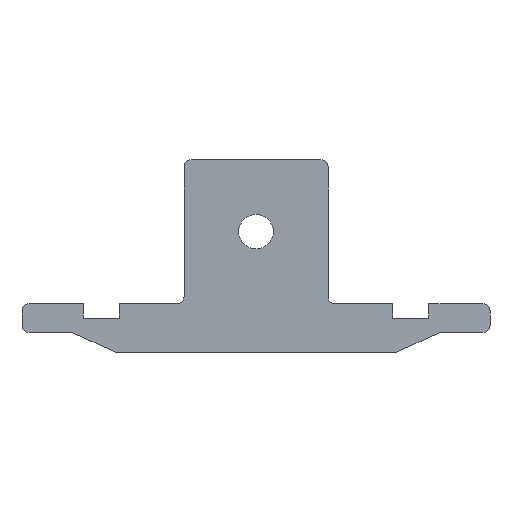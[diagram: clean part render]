
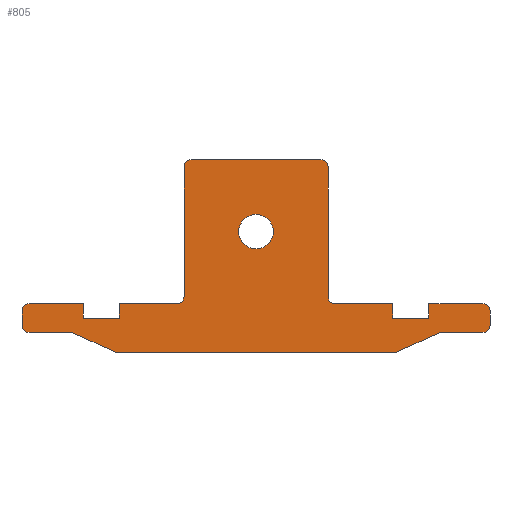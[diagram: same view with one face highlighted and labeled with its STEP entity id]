
A CAD part, front view. The second image highlights one B-rep face of the part: STEP entity #805.
In plain terms, the highlighted planar face has unit normal (0, -1, 0).
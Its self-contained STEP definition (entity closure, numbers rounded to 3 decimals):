
#17=FACE_BOUND('',#139,.T.);
#19=CIRCLE('',#827,1.);
#24=CIRCLE('',#835,1.);
#25=CIRCLE('',#838,1.);
#26=CIRCLE('',#841,1.);
#27=CIRCLE('',#844,1.);
#30=CIRCLE('',#849,1.);
#37=CIRCLE('',#859,1.);
#38=CIRCLE('',#861,1.);
#39=CIRCLE('',#864,1.);
#40=CIRCLE('',#866,1.);
#41=CIRCLE('',#869,1.);
#42=CIRCLE('',#872,1.);
#43=CIRCLE('',#875,2.4);
#96=FACE_OUTER_BOUND('',#138,.T.);
#138=EDGE_LOOP('',(#706,#707,#708,#709,#710,#711,#712,#713,#714,#715,#716,
#717,#718,#719,#720,#721,#722,#723,#724,#725,#726,#727,#728,#729,#730,#731,
#732,#733,#734,#735,#736,#737));
#139=EDGE_LOOP('',(#738));
#153=LINE('',#1139,#242);
#157=LINE('',#1146,#246);
#162=LINE('',#1161,#251);
#169=LINE('',#1183,#258);
#174=LINE('',#1195,#263);
#176=LINE('',#1201,#265);
#179=LINE('',#1213,#268);
#197=LINE('',#1264,#286);
#202=LINE('',#1278,#291);
#208=LINE('',#1293,#297);
#211=LINE('',#1301,#300);
#214=LINE('',#1309,#303);
#216=LINE('',#1316,#305);
#218=LINE('',#1320,#307);
#220=LINE('',#1324,#309);
#222=LINE('',#1327,#311);
#223=LINE('',#1329,#312);
#224=LINE('',#1331,#313);
#225=LINE('',#1334,#314);
#227=LINE('',#1337,#316);
#242=VECTOR('',#909,10.);
#246=VECTOR('',#915,10.);
#251=VECTOR('',#928,10.);
#258=VECTOR('',#951,10.);
#263=VECTOR('',#962,10.);
#265=VECTOR('',#970,10.);
#268=VECTOR('',#981,10.);
#286=VECTOR('',#1021,10.);
#291=VECTOR('',#1036,10.);
#297=VECTOR('',#1052,10.);
#300=VECTOR('',#1061,10.);
#303=VECTOR('',#1070,10.);
#305=VECTOR('',#1078,10.);
#307=VECTOR('',#1082,10.);
#309=VECTOR('',#1086,10.);
#311=VECTOR('',#1090,10.);
#312=VECTOR('',#1093,10.);
#313=VECTOR('',#1096,10.);
#314=VECTOR('',#1099,10.);
#316=VECTOR('',#1103,10.);
#328=VERTEX_POINT('',#1136);
#329=VERTEX_POINT('',#1138);
#331=VERTEX_POINT('',#1144);
#334=VERTEX_POINT('',#1151);
#335=VERTEX_POINT('',#1153);
#337=VERTEX_POINT('',#1159);
#343=VERTEX_POINT('',#1177);
#344=VERTEX_POINT('',#1181);
#345=VERTEX_POINT('',#1185);
#348=VERTEX_POINT('',#1193);
#349=VERTEX_POINT('',#1197);
#350=VERTEX_POINT('',#1203);
#351=VERTEX_POINT('',#1204);
#354=VERTEX_POINT('',#1212);
#357=VERTEX_POINT('',#1220);
#376=VERTEX_POINT('',#1263);
#377=VERTEX_POINT('',#1267);
#378=VERTEX_POINT('',#1271);
#379=VERTEX_POINT('',#1272);
#380=VERTEX_POINT('',#1277);
#381=VERTEX_POINT('',#1281);
#382=VERTEX_POINT('',#1285);
#383=VERTEX_POINT('',#1287);
#384=VERTEX_POINT('',#1291);
#385=VERTEX_POINT('',#1295);
#386=VERTEX_POINT('',#1299);
#387=VERTEX_POINT('',#1303);
#388=VERTEX_POINT('',#1305);
#389=VERTEX_POINT('',#1311);
#390=VERTEX_POINT('',#1315);
#391=VERTEX_POINT('',#1319);
#392=VERTEX_POINT('',#1323);
#393=VERTEX_POINT('',#1333);
#407=EDGE_CURVE('',#328,#329,#153,.T.);
#411=EDGE_CURVE('',#328,#331,#157,.T.);
#414=EDGE_CURVE('',#334,#335,#19,.T.);
#418=EDGE_CURVE('',#337,#334,#162,.T.);
#428=EDGE_CURVE('',#343,#337,#24,.T.);
#430=EDGE_CURVE('',#344,#343,#169,.T.);
#432=EDGE_CURVE('',#345,#344,#25,.T.);
#436=EDGE_CURVE('',#345,#348,#174,.T.);
#438=EDGE_CURVE('',#349,#331,#26,.T.);
#439=EDGE_CURVE('',#335,#349,#176,.T.);
#440=EDGE_CURVE('',#350,#351,#27,.T.);
#444=EDGE_CURVE('',#351,#354,#179,.T.);
#448=EDGE_CURVE('',#354,#357,#30,.T.);
#470=EDGE_CURVE('',#357,#376,#197,.T.);
#472=EDGE_CURVE('',#376,#377,#37,.T.);
#474=EDGE_CURVE('',#378,#379,#38,.T.);
#477=EDGE_CURVE('',#380,#379,#202,.T.);
#479=EDGE_CURVE('',#380,#381,#39,.T.);
#482=EDGE_CURVE('',#382,#383,#40,.T.);
#485=EDGE_CURVE('',#382,#384,#208,.T.);
#487=EDGE_CURVE('',#385,#384,#41,.T.);
#489=EDGE_CURVE('',#385,#386,#211,.T.);
#491=EDGE_CURVE('',#387,#388,#42,.T.);
#493=EDGE_CURVE('',#387,#381,#214,.T.);
#495=EDGE_CURVE('',#389,#389,#43,.T.);
#496=EDGE_CURVE('',#348,#390,#216,.T.);
#498=EDGE_CURVE('',#390,#391,#218,.T.);
#500=EDGE_CURVE('',#391,#392,#220,.T.);
#502=EDGE_CURVE('',#392,#388,#222,.T.);
#503=EDGE_CURVE('',#377,#378,#223,.T.);
#504=EDGE_CURVE('',#350,#383,#224,.T.);
#505=EDGE_CURVE('',#393,#386,#225,.T.);
#507=EDGE_CURVE('',#329,#393,#227,.T.);
#706=ORIENTED_EDGE('',*,*,#414,.F.);
#707=ORIENTED_EDGE('',*,*,#418,.F.);
#708=ORIENTED_EDGE('',*,*,#428,.F.);
#709=ORIENTED_EDGE('',*,*,#430,.F.);
#710=ORIENTED_EDGE('',*,*,#432,.F.);
#711=ORIENTED_EDGE('',*,*,#436,.T.);
#712=ORIENTED_EDGE('',*,*,#496,.T.);
#713=ORIENTED_EDGE('',*,*,#498,.T.);
#714=ORIENTED_EDGE('',*,*,#500,.T.);
#715=ORIENTED_EDGE('',*,*,#502,.T.);
#716=ORIENTED_EDGE('',*,*,#491,.F.);
#717=ORIENTED_EDGE('',*,*,#493,.T.);
#718=ORIENTED_EDGE('',*,*,#479,.F.);
#719=ORIENTED_EDGE('',*,*,#477,.T.);
#720=ORIENTED_EDGE('',*,*,#474,.F.);
#721=ORIENTED_EDGE('',*,*,#503,.F.);
#722=ORIENTED_EDGE('',*,*,#472,.F.);
#723=ORIENTED_EDGE('',*,*,#470,.F.);
#724=ORIENTED_EDGE('',*,*,#448,.F.);
#725=ORIENTED_EDGE('',*,*,#444,.F.);
#726=ORIENTED_EDGE('',*,*,#440,.F.);
#727=ORIENTED_EDGE('',*,*,#504,.T.);
#728=ORIENTED_EDGE('',*,*,#482,.F.);
#729=ORIENTED_EDGE('',*,*,#485,.T.);
#730=ORIENTED_EDGE('',*,*,#487,.F.);
#731=ORIENTED_EDGE('',*,*,#489,.T.);
#732=ORIENTED_EDGE('',*,*,#505,.F.);
#733=ORIENTED_EDGE('',*,*,#507,.F.);
#734=ORIENTED_EDGE('',*,*,#407,.F.);
#735=ORIENTED_EDGE('',*,*,#411,.T.);
#736=ORIENTED_EDGE('',*,*,#438,.F.);
#737=ORIENTED_EDGE('',*,*,#439,.F.);
#738=ORIENTED_EDGE('',*,*,#495,.F.);
#765=PLANE('',#885);
#805=ADVANCED_FACE('',(#96,#17),#765,.F.);
#827=AXIS2_PLACEMENT_3D('',#1154,#921,#922);
#835=AXIS2_PLACEMENT_3D('',#1179,#946,#947);
#838=AXIS2_PLACEMENT_3D('',#1187,#955,#956);
#841=AXIS2_PLACEMENT_3D('',#1199,#966,#967);
#844=AXIS2_PLACEMENT_3D('',#1205,#973,#974);
#849=AXIS2_PLACEMENT_3D('',#1221,#988,#989);
#859=AXIS2_PLACEMENT_3D('',#1268,#1025,#1026);
#861=AXIS2_PLACEMENT_3D('',#1273,#1030,#1031);
#864=AXIS2_PLACEMENT_3D('',#1282,#1040,#1041);
#866=AXIS2_PLACEMENT_3D('',#1288,#1046,#1047);
#869=AXIS2_PLACEMENT_3D('',#1297,#1056,#1057);
#872=AXIS2_PLACEMENT_3D('',#1306,#1065,#1066);
#875=AXIS2_PLACEMENT_3D('',#1313,#1074,#1075);
#885=AXIS2_PLACEMENT_3D('',#1340,#1107,#1108);
#909=DIRECTION('',(0.,0.,-1.));
#915=DIRECTION('',(-1.,0.,0.));
#921=DIRECTION('center_axis',(0.,1.,0.));
#922=DIRECTION('ref_axis',(0.707,0.,0.707));
#928=DIRECTION('',(1.,0.,0.));
#946=DIRECTION('center_axis',(0.,1.,0.));
#947=DIRECTION('ref_axis',(-0.707,0.,0.707));
#951=DIRECTION('',(0.,0.,1.));
#955=DIRECTION('center_axis',(0.,-1.,0.));
#956=DIRECTION('ref_axis',(0.707,0.,-0.707));
#962=DIRECTION('',(-1.,0.,0.));
#966=DIRECTION('center_axis',(0.,-1.,0.));
#967=DIRECTION('ref_axis',(-0.707,0.,-0.707));
#970=DIRECTION('',(0.,0.,-1.));
#973=DIRECTION('center_axis',(0.,-1.,0.));
#974=DIRECTION('ref_axis',(-0.213,0.,0.977));
#981=DIRECTION('',(-0.909,0.,-0.417));
#988=DIRECTION('center_axis',(0.,1.,0.));
#989=DIRECTION('ref_axis',(0.213,0.,-0.977));
#1021=DIRECTION('',(-1.,0.,0.));
#1025=DIRECTION('center_axis',(0.,1.,0.));
#1026=DIRECTION('ref_axis',(-0.213,0.,-0.977));
#1030=DIRECTION('center_axis',(0.,-1.,0.));
#1031=DIRECTION('ref_axis',(0.213,0.,0.977));
#1036=DIRECTION('',(1.,0.,0.));
#1040=DIRECTION('center_axis',(0.,1.,0.));
#1041=DIRECTION('ref_axis',(-0.707,0.,-0.707));
#1046=DIRECTION('center_axis',(0.,1.,0.));
#1047=DIRECTION('ref_axis',(0.707,0.,-0.707));
#1052=DIRECTION('',(0.,0.,1.));
#1056=DIRECTION('center_axis',(0.,1.,0.));
#1057=DIRECTION('ref_axis',(0.707,0.,0.707));
#1061=DIRECTION('',(-1.,0.,0.));
#1065=DIRECTION('center_axis',(0.,1.,0.));
#1066=DIRECTION('ref_axis',(-0.707,0.,0.707));
#1070=DIRECTION('',(0.,0.,-1.));
#1074=DIRECTION('center_axis',(0.,-1.,0.));
#1075=DIRECTION('ref_axis',(1.,0.,0.));
#1078=DIRECTION('',(0.,0.,-1.));
#1082=DIRECTION('',(-1.,0.,0.));
#1086=DIRECTION('',(0.,0.,1.));
#1090=DIRECTION('',(-1.,0.,0.));
#1093=DIRECTION('',(-0.909,0.,0.417));
#1096=DIRECTION('',(1.,0.,0.));
#1099=DIRECTION('',(0.,0.,1.));
#1103=DIRECTION('',(1.,0.,0.));
#1107=DIRECTION('center_axis',(0.,1.,0.));
#1108=DIRECTION('ref_axis',(1.,0.,0.));
#1136=CARTESIAN_POINT('',(-13.5,0.,0.));
#1138=CARTESIAN_POINT('',(-13.5,0.,-2.));
#1139=CARTESIAN_POINT('',(-13.5,0.,0.));
#1144=CARTESIAN_POINT('',(-21.5,0.,0.));
#1146=CARTESIAN_POINT('',(0.,0.,0.));
#1151=CARTESIAN_POINT('',(-23.5,0.,20.));
#1153=CARTESIAN_POINT('',(-22.5,0.,19.));
#1154=CARTESIAN_POINT('Origin',(-23.5,0.,19.));
#1159=CARTESIAN_POINT('',(-41.5,0.,20.));
#1161=CARTESIAN_POINT('',(-42.5,0.,20.));
#1177=CARTESIAN_POINT('',(-42.5,0.,19.));
#1179=CARTESIAN_POINT('Origin',(-41.5,0.,19.));
#1181=CARTESIAN_POINT('',(-42.5,0.,1.));
#1183=CARTESIAN_POINT('',(-42.5,0.,0.));
#1185=CARTESIAN_POINT('',(-43.5,0.,0.));
#1187=CARTESIAN_POINT('Origin',(-43.5,0.,1.));
#1193=CARTESIAN_POINT('',(-51.5,0.,0.));
#1195=CARTESIAN_POINT('',(0.,0.,0.));
#1197=CARTESIAN_POINT('',(-22.5,0.,1.));
#1199=CARTESIAN_POINT('Origin',(-21.5,0.,1.));
#1201=CARTESIAN_POINT('',(-22.5,0.,20.));
#1203=CARTESIAN_POINT('',(-6.782,0.,-4.));
#1204=CARTESIAN_POINT('',(-7.198,0.,-4.091));
#1205=CARTESIAN_POINT('Origin',(-6.782,0.,-5.));
#1212=CARTESIAN_POINT('',(-12.802,0.,-6.659));
#1213=CARTESIAN_POINT('',(-7.,0.,-4.));
#1220=CARTESIAN_POINT('',(-13.218,0.,-6.75));
#1221=CARTESIAN_POINT('Origin',(-13.218,0.,-5.75));
#1263=CARTESIAN_POINT('',(-51.782,0.,-6.75));
#1264=CARTESIAN_POINT('',(-13.,0.,-6.75));
#1267=CARTESIAN_POINT('',(-52.198,0.,-6.659));
#1268=CARTESIAN_POINT('Origin',(-51.782,0.,-5.75));
#1271=CARTESIAN_POINT('',(-57.802,0.,-4.091));
#1272=CARTESIAN_POINT('',(-58.218,0.,-4.));
#1273=CARTESIAN_POINT('Origin',(-58.218,0.,-5.));
#1277=CARTESIAN_POINT('',(-64.,0.,-4.));
#1278=CARTESIAN_POINT('',(-65.,0.,-4.));
#1281=CARTESIAN_POINT('',(-65.,0.,-3.));
#1282=CARTESIAN_POINT('Origin',(-64.,0.,-3.));
#1285=CARTESIAN_POINT('',(0.,0.,-3.));
#1287=CARTESIAN_POINT('',(-1.,0.,-4.));
#1288=CARTESIAN_POINT('Origin',(-1.,0.,-3.));
#1291=CARTESIAN_POINT('',(0.,0.,-1.));
#1293=CARTESIAN_POINT('',(0.,0.,-4.));
#1295=CARTESIAN_POINT('',(-1.,0.,0.));
#1297=CARTESIAN_POINT('Origin',(-1.,0.,-1.));
#1299=CARTESIAN_POINT('',(-8.5,0.,0.));
#1301=CARTESIAN_POINT('',(0.,0.,0.));
#1303=CARTESIAN_POINT('',(-65.,0.,-1.));
#1305=CARTESIAN_POINT('',(-64.,0.,0.));
#1306=CARTESIAN_POINT('Origin',(-64.,0.,-1.));
#1309=CARTESIAN_POINT('',(-65.,0.,0.));
#1311=CARTESIAN_POINT('',(-34.9,0.,10.));
#1313=CARTESIAN_POINT('Origin',(-32.5,0.,10.));
#1315=CARTESIAN_POINT('',(-51.5,0.,-2.));
#1316=CARTESIAN_POINT('',(-51.5,0.,0.));
#1319=CARTESIAN_POINT('',(-56.5,0.,-2.));
#1320=CARTESIAN_POINT('',(-51.5,0.,-2.));
#1323=CARTESIAN_POINT('',(-56.5,0.,0.));
#1324=CARTESIAN_POINT('',(-56.5,0.,-2.));
#1327=CARTESIAN_POINT('',(0.,0.,0.));
#1329=CARTESIAN_POINT('',(-52.,0.,-6.75));
#1331=CARTESIAN_POINT('',(-65.,0.,-4.));
#1333=CARTESIAN_POINT('',(-8.5,0.,-2.));
#1334=CARTESIAN_POINT('',(-8.5,0.,-2.));
#1337=CARTESIAN_POINT('',(-13.5,0.,-2.));
#1340=CARTESIAN_POINT('Origin',(-32.5,0.,6.625));
